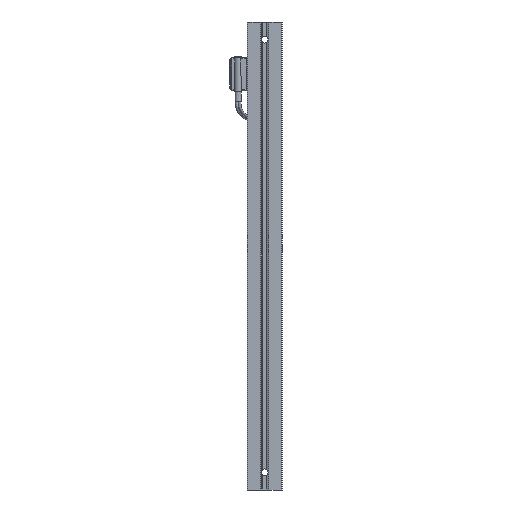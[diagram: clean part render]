
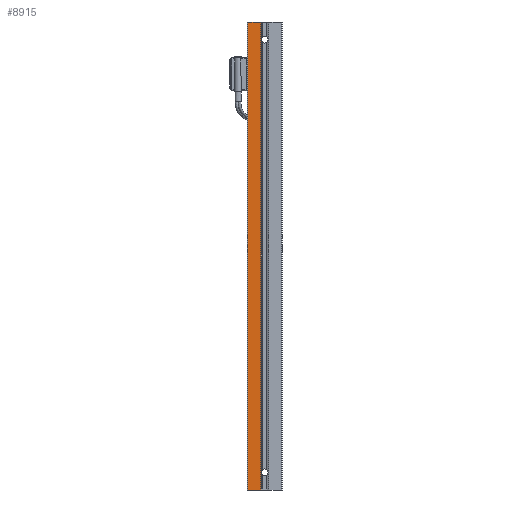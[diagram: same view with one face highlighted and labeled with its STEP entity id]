
A CAD part, front view. The second image highlights one B-rep face of the part: STEP entity #8915.
In plain terms, the highlighted planar face has unit normal (0, -1, 0).
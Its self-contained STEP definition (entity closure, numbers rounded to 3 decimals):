
#7014=CARTESIAN_POINT('',(27.252,48.,249.2));
#7015=VERTEX_POINT('',#7014);
#7023=CARTESIAN_POINT('',(32.752,48.,249.2));
#7024=VERTEX_POINT('',#7023);
#7025=CARTESIAN_POINT('',(27.252,48.,249.2));
#7026=DIRECTION('',(1.,0.,-0.));
#7027=VECTOR('',#7026,5.5);
#7028=LINE('',#7025,#7027);
#7029=EDGE_CURVE('',#7015,#7024,#7028,.T.);
#8507=CARTESIAN_POINT('',(32.752,48.,49.2));
#8508=VERTEX_POINT('',#8507);
#8516=CARTESIAN_POINT('',(27.252,48.,49.2));
#8517=VERTEX_POINT('',#8516);
#8518=CARTESIAN_POINT('',(27.252,48.,49.2));
#8519=DIRECTION('',(1.,-0.,-0.));
#8520=VECTOR('',#8519,5.5);
#8521=LINE('',#8518,#8520);
#8522=EDGE_CURVE('',#8517,#8508,#8521,.T.);
#8888=CARTESIAN_POINT('',(27.252,48.,249.2));
#8889=DIRECTION('',(0.,0.,-1.));
#8890=VECTOR('',#8889,200.);
#8891=LINE('',#8888,#8890);
#8892=EDGE_CURVE('',#7015,#8517,#8891,.T.);
#8899=CARTESIAN_POINT('',(32.752,48.,249.2));
#8900=DIRECTION('',(0.,1.,0.));
#8901=DIRECTION('',(0.,0.,-1.));
#8902=AXIS2_PLACEMENT_3D('',#8899,#8900,#8901);
#8903=PLANE('',#8902);
#8904=ORIENTED_EDGE('',*,*,#8522,.T.);
#8905=CARTESIAN_POINT('',(32.752,48.,249.2));
#8906=DIRECTION('',(0.,0.,-1.));
#8907=VECTOR('',#8906,200.);
#8908=LINE('',#8905,#8907);
#8909=EDGE_CURVE('',#7024,#8508,#8908,.T.);
#8910=ORIENTED_EDGE('',*,*,#8909,.F.);
#8911=ORIENTED_EDGE('',*,*,#7029,.F.);
#8912=ORIENTED_EDGE('',*,*,#8892,.T.);
#8913=EDGE_LOOP('',(#8904,#8910,#8911,#8912));
#8914=FACE_BOUND('',#8913,.T.);
#8915=ADVANCED_FACE('',(#8914),#8903,.F.);
